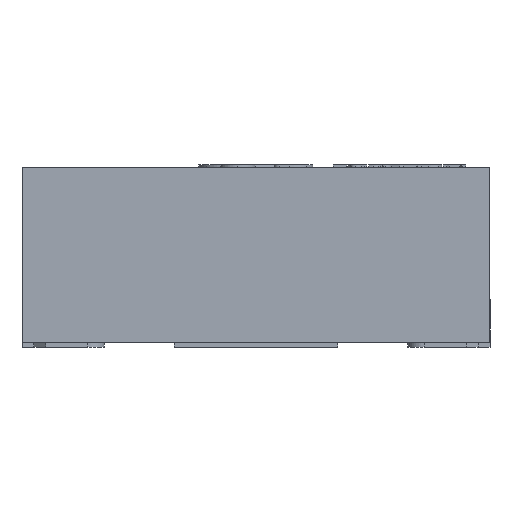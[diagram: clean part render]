
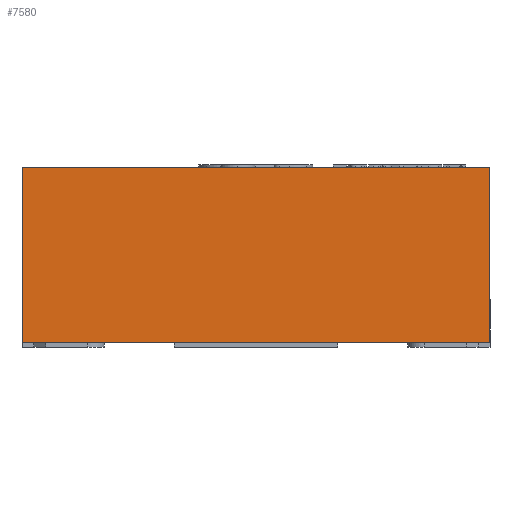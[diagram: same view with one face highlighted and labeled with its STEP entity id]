
A CAD part, front view. The second image highlights one B-rep face of the part: STEP entity #7580.
In plain terms, the highlighted planar face has unit normal (0, -1, 0).
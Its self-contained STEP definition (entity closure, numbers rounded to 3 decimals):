
#607 = ORIENTED_EDGE ( 'NONE', *, *, #9540, .F. ) ;
#724 = CARTESIAN_POINT ( 'NONE',  ( -1., -1., 0.75 ) ) ;
#1774 = CARTESIAN_POINT ( 'NONE',  ( -1., -1., 0. ) ) ;
#1880 = EDGE_CURVE ( 'NONE', #10100, #7222, #5647, .T. ) ;
#2080 = VECTOR ( 'NONE', #3533, 1000. ) ;
#2253 = DIRECTION ( 'NONE',  ( 0., 0., -1. ) ) ;
#2491 = ORIENTED_EDGE ( 'NONE', *, *, #9951, .F. ) ;
#2553 = CARTESIAN_POINT ( 'NONE',  ( -1., -1., 0.75 ) ) ;
#2671 = LINE ( 'NONE', #724, #7433 ) ;
#3196 = CARTESIAN_POINT ( 'NONE',  ( 1., -1., 0.75 ) ) ;
#3533 = DIRECTION ( 'NONE',  ( 1., 0., 0. ) ) ;
#4011 = CARTESIAN_POINT ( 'NONE',  ( -1., -1., 0.75 ) ) ;
#4383 = DIRECTION ( 'NONE',  ( 1., 0., 0. ) ) ;
#4685 = VERTEX_POINT ( 'NONE', #7310 ) ;
#4796 = FACE_OUTER_BOUND ( 'NONE', #9840, .T. ) ;
#5189 = LINE ( 'NONE', #1774, #2080 ) ;
#5408 = LINE ( 'NONE', #3196, #7091 ) ;
#5503 = VECTOR ( 'NONE', #2253, 1000. ) ;
#5622 = VERTEX_POINT ( 'NONE', #6173 ) ;
#5647 = LINE ( 'NONE', #4011, #5503 ) ;
#5785 = PLANE ( 'NONE',  #6881 ) ;
#5833 = CARTESIAN_POINT ( 'NONE',  ( -1., -1., 0.75 ) ) ;
#6173 = CARTESIAN_POINT ( 'NONE',  ( 1., -1., 0. ) ) ;
#6807 = ORIENTED_EDGE ( 'NONE', *, *, #1880, .T. ) ;
#6881 = AXIS2_PLACEMENT_3D ( 'NONE', #5833, #9499, #10446 ) ;
#7091 = VECTOR ( 'NONE', #11450, 1000. ) ;
#7222 = VERTEX_POINT ( 'NONE', #11026 ) ;
#7310 = CARTESIAN_POINT ( 'NONE',  ( 1., -1., 0.75 ) ) ;
#7433 = VECTOR ( 'NONE', #4383, 1000. ) ;
#7580 = ADVANCED_FACE ( 'NONE', ( #4796 ), #5785, .F. ) ;
#8813 = ORIENTED_EDGE ( 'NONE', *, *, #9003, .T. ) ;
#9003 = EDGE_CURVE ( 'NONE', #7222, #5622, #5189, .T. ) ;
#9499 = DIRECTION ( 'NONE',  ( 0., 1., 0. ) ) ;
#9540 = EDGE_CURVE ( 'NONE', #10100, #4685, #2671, .T. ) ;
#9840 = EDGE_LOOP ( 'NONE', ( #8813, #2491, #607, #6807 ) ) ;
#9951 = EDGE_CURVE ( 'NONE', #4685, #5622, #5408, .T. ) ;
#10100 = VERTEX_POINT ( 'NONE', #2553 ) ;
#10446 = DIRECTION ( 'NONE',  ( 0., 0., 1. ) ) ;
#11026 = CARTESIAN_POINT ( 'NONE',  ( -1., -1., 0. ) ) ;
#11450 = DIRECTION ( 'NONE',  ( 0., 0., -1. ) ) ;
